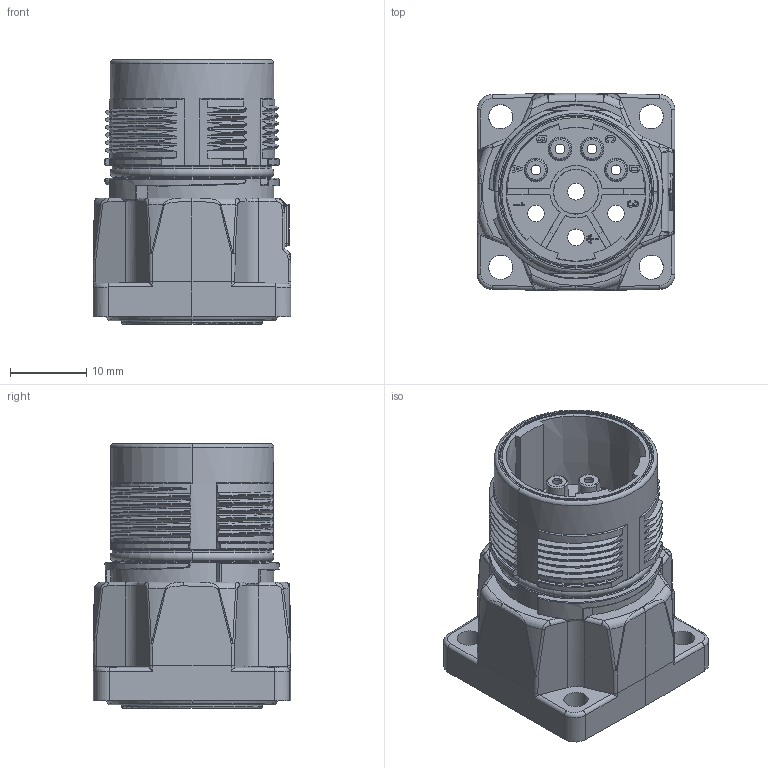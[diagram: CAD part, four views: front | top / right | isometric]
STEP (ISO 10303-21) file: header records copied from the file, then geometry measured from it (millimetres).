
FILE_DESCRIPTION((''),'2;1');
FILE_NAME('M23-M04-4-BK26_SW0001_SW0001','2017-07-31T',('hq.zhang'),(''),'PRO/ENGINEER BY PARAMETRIC TECHNOLOGY CORPORATION, 2012480','PRO/ENGINEER BY PARAMETRIC TECHNOLOGY CORPORATION, 2012480','');
FILE_SCHEMA(('AUTOMOTIVE_DESIGN { 1 0 10303 214 1 1 1 1 }'));
Length unit declared in the file: millimetre
Products named in the file (1): M23-M04-4-BK26_SW0001_SW0001
Bounding box: 26 x 26 x 34.8 mm (x, y, z)
Volume: 9784.3 mm3; surface area: 14868.3 mm2
Topology: 1 solids, 1 shells, 1872 faces, 5571 edges, 3731 vertices
Faces by surface type: plane 595, cylinder 473, cone 346, bspline 236, torus 132, extrusion 69, sphere 21
Entity records: 76664 total; most frequent: CARTESIAN_POINT 28410, ORIENTED_EDGE 11100, DIRECTION 8999, EDGE_CURVE 5550, VERTEX_POINT 3731, AXIS2_PLACEMENT_3D 3455, VECTOR 2089, LINE 2020
